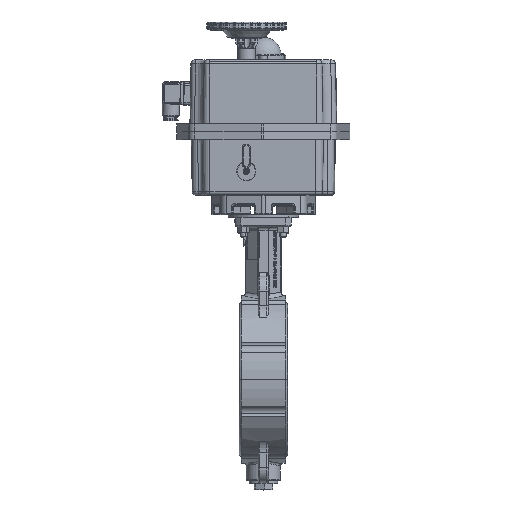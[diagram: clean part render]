
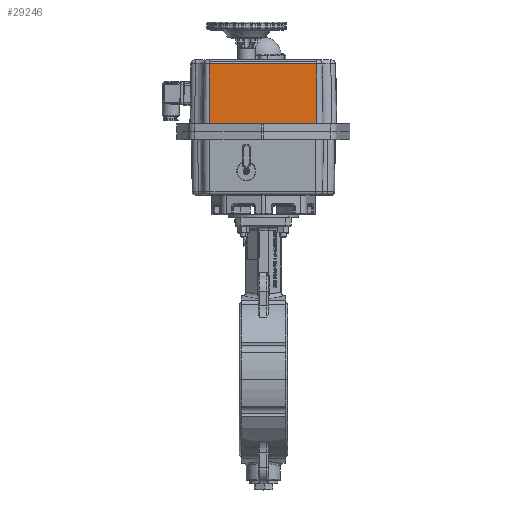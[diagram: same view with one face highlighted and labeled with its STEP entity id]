
A CAD part, top view. The second image highlights one B-rep face of the part: STEP entity #29246.
In plain terms, the highlighted planar face has unit normal (-0.005, 0.018, 1).
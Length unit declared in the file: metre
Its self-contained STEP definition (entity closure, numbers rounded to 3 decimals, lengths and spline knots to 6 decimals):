
#2603 = CARTESIAN_POINT ( 'NONE',  ( 0.067399, 0.323, 0.092781 ) ) ;
#4789 = VERTEX_POINT ( 'NONE', #82254 ) ;
#6631 = DIRECTION ( 'NONE',  ( -0.006, 0.017, 1. ) ) ;
#7219 = LINE ( 'NONE', #57272, #25480 ) ;
#9225 = CARTESIAN_POINT ( 'NONE',  ( 0.067406, 0.398687, 0.09146 ) ) ;
#10550 = VERTEX_POINT ( 'NONE', #30921 ) ;
#14793 = EDGE_CURVE ( 'NONE', #76957, #57909, #75976, .T. ) ;
#18914 = DIRECTION ( 'NONE',  ( 0., 1., -0.017 ) ) ;
#19228 = VECTOR ( 'NONE', #18914, 1. ) ;
#25480 = VECTOR ( 'NONE', #27207, 1. ) ;
#25896 = CARTESIAN_POINT ( 'NONE',  ( 0.067399, 0.323, 0.092781 ) ) ;
#27207 = DIRECTION ( 'NONE',  ( 0., 1., -0.017 ) ) ;
#27507 = DIRECTION ( 'NONE',  ( -1., 0., -0.006 ) ) ;
#28308 = AXIS2_PLACEMENT_3D ( 'NONE', #69217, #6631, #27507 ) ;
#29246 = ADVANCED_FACE ( 'NONE', ( #35359 ), #69676, .T. ) ;
#29568 = DIRECTION ( 'NONE',  ( 1., 0., 0.006 ) ) ;
#30921 = CARTESIAN_POINT ( 'NONE',  ( -0.068412, 0.398687, 0.09071 ) ) ;
#35359 = FACE_OUTER_BOUND ( 'NONE', #72151, .T. ) ;
#41815 = ORIENTED_EDGE ( 'NONE', *, *, #75942, .F. ) ;
#42686 = EDGE_CURVE ( 'NONE', #10550, #57909, #91717, .T. ) ;
#43178 = EDGE_CURVE ( 'NONE', #4789, #10550, #7219, .T. ) ;
#46737 = ORIENTED_EDGE ( 'NONE', *, *, #43178, .F. ) ;
#49055 = CARTESIAN_POINT ( 'NONE',  ( -0.068412, 0.398687, 0.09071 ) ) ;
#52980 = VECTOR ( 'NONE', #65687, 1. ) ;
#57272 = CARTESIAN_POINT ( 'NONE',  ( -0.068419, 0.323, 0.092031 ) ) ;
#57909 = VERTEX_POINT ( 'NONE', #9225 ) ;
#60550 = CARTESIAN_POINT ( 'NONE',  ( 0.067399, 0.323, 0.092781 ) ) ;
#61144 = ORIENTED_EDGE ( 'NONE', *, *, #42686, .F. ) ;
#65687 = DIRECTION ( 'NONE',  ( -1., 0., -0.006 ) ) ;
#69217 = CARTESIAN_POINT ( 'NONE',  ( 0.067398, 0.313, 0.092955 ) ) ;
#69676 = PLANE ( 'NONE',  #28308 ) ;
#72151 = EDGE_LOOP ( 'NONE', ( #61144, #46737, #41815, #80149 ) ) ;
#75942 = EDGE_CURVE ( 'NONE', #76957, #4789, #86571, .T. ) ;
#75976 = LINE ( 'NONE', #25896, #19228 ) ;
#76957 = VERTEX_POINT ( 'NONE', #60550 ) ;
#80149 = ORIENTED_EDGE ( 'NONE', *, *, #14793, .T. ) ;
#80206 = VECTOR ( 'NONE', #29568, 1. ) ;
#82254 = CARTESIAN_POINT ( 'NONE',  ( -0.068419, 0.323, 0.092031 ) ) ;
#86571 = LINE ( 'NONE', #2603, #52980 ) ;
#91717 = LINE ( 'NONE', #49055, #80206 ) ;
